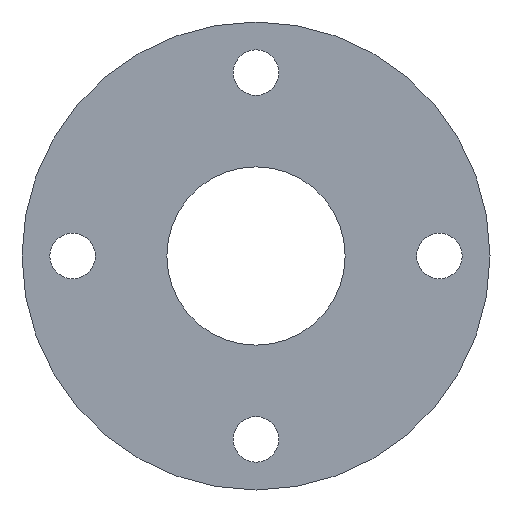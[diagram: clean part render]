
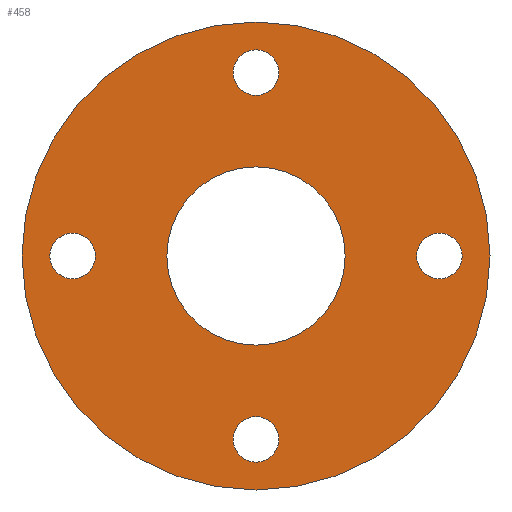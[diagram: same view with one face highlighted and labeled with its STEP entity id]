
A CAD part, front view. The second image highlights one B-rep face of the part: STEP entity #458.
In plain terms, the highlighted planar face has unit normal (0, -1, 0).
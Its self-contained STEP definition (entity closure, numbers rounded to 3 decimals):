
#3 = VERTEX_POINT ( 'NONE', #119 ) ;
#15 = EDGE_CURVE ( 'NONE', #386, #482, #544, .T. ) ;
#20 = CARTESIAN_POINT ( 'NONE',  ( -63.5, 0., 0. ) ) ;
#23 = ORIENTED_EDGE ( 'NONE', *, *, #560, .F. ) ;
#25 = FACE_OUTER_BOUND ( 'NONE', #208, .T. ) ;
#30 = DIRECTION ( 'NONE',  ( 0., 0., 1. ) ) ;
#37 = AXIS2_PLACEMENT_3D ( 'NONE', #180, #543, #310 ) ;
#39 = EDGE_CURVE ( 'NONE', #148, #71, #305, .T. ) ;
#40 = CARTESIAN_POINT ( 'NONE',  ( 0., 0., -63.5 ) ) ;
#41 = CARTESIAN_POINT ( 'NONE',  ( 72.5, 0., 0. ) ) ;
#46 = ORIENTED_EDGE ( 'NONE', *, *, #314, .F. ) ;
#47 = DIRECTION ( 'NONE',  ( 0., -1., 0. ) ) ;
#53 = EDGE_CURVE ( 'NONE', #488, #351, #132, .T. ) ;
#55 = ORIENTED_EDGE ( 'NONE', *, *, #538, .F. ) ;
#60 = EDGE_LOOP ( 'NONE', ( #55, #23 ) ) ;
#70 = CARTESIAN_POINT ( 'NONE',  ( 0., 0., -35.25 ) ) ;
#71 = VERTEX_POINT ( 'NONE', #40 ) ;
#72 = CARTESIAN_POINT ( 'NONE',  ( 0., 0., 81.5 ) ) ;
#90 = DIRECTION ( 'NONE',  ( 0., -1., 0. ) ) ;
#100 = CARTESIAN_POINT ( 'NONE',  ( 0., 0., 0. ) ) ;
#103 = EDGE_CURVE ( 'NONE', #71, #148, #218, .T. ) ;
#119 = CARTESIAN_POINT ( 'NONE',  ( 0., 0., 92.5 ) ) ;
#120 = CIRCLE ( 'NONE', #503, 9. ) ;
#122 = EDGE_LOOP ( 'NONE', ( #573, #138 ) ) ;
#126 = DIRECTION ( 'NONE',  ( 0., 1., 0. ) ) ;
#127 = ORIENTED_EDGE ( 'NONE', *, *, #103, .F. ) ;
#132 = CIRCLE ( 'NONE', #496, 35.25 ) ;
#138 = ORIENTED_EDGE ( 'NONE', *, *, #550, .F. ) ;
#140 = AXIS2_PLACEMENT_3D ( 'NONE', #100, #465, #193 ) ;
#148 = VERTEX_POINT ( 'NONE', #452 ) ;
#149 = CIRCLE ( 'NONE', #571, 9. ) ;
#158 = FACE_BOUND ( 'NONE', #60, .T. ) ;
#161 = DIRECTION ( 'NONE',  ( 0., 1., 0. ) ) ;
#166 = DIRECTION ( 'NONE',  ( 0., 0., -1. ) ) ;
#171 = DIRECTION ( 'NONE',  ( 0., -1., 0. ) ) ;
#180 = CARTESIAN_POINT ( 'NONE',  ( 0., 0., -72.5 ) ) ;
#193 = DIRECTION ( 'NONE',  ( 0., 0., 1. ) ) ;
#201 = CARTESIAN_POINT ( 'NONE',  ( 0., 0., 35.25 ) ) ;
#204 = CARTESIAN_POINT ( 'NONE',  ( -81.5, 0., 0. ) ) ;
#208 = EDGE_LOOP ( 'NONE', ( #46, #398 ) ) ;
#218 = CIRCLE ( 'NONE', #468, 9. ) ;
#220 = DIRECTION ( 'NONE',  ( 0., 0., 1. ) ) ;
#224 = CIRCLE ( 'NONE', #492, 9. ) ;
#227 = VERTEX_POINT ( 'NONE', #517 ) ;
#228 = AXIS2_PLACEMENT_3D ( 'NONE', #255, #439, #577 ) ;
#246 = AXIS2_PLACEMENT_3D ( 'NONE', #270, #309, #316 ) ;
#251 = FACE_BOUND ( 'NONE', #514, .T. ) ;
#255 = CARTESIAN_POINT ( 'NONE',  ( 0., 0., 72.5 ) ) ;
#267 = DIRECTION ( 'NONE',  ( 1., 0., 0. ) ) ;
#270 = CARTESIAN_POINT ( 'NONE',  ( -72.5, 0., 0. ) ) ;
#295 = CIRCLE ( 'NONE', #556, 92.5 ) ;
#305 = CIRCLE ( 'NONE', #37, 9. ) ;
#309 = DIRECTION ( 'NONE',  ( 0., -1., 0. ) ) ;
#310 = DIRECTION ( 'NONE',  ( 0., 0., -1. ) ) ;
#314 = EDGE_CURVE ( 'NONE', #3, #227, #354, .T. ) ;
#315 = DIRECTION ( 'NONE',  ( 0., 1., 0. ) ) ;
#316 = DIRECTION ( 'NONE',  ( -1., 0., 0. ) ) ;
#318 = CIRCLE ( 'NONE', #428, 9. ) ;
#322 = AXIS2_PLACEMENT_3D ( 'NONE', #413, #126, #220 ) ;
#324 = EDGE_LOOP ( 'NONE', ( #441, #127 ) ) ;
#338 = VERTEX_POINT ( 'NONE', #469 ) ;
#343 = ORIENTED_EDGE ( 'NONE', *, *, #557, .F. ) ;
#351 = VERTEX_POINT ( 'NONE', #201 ) ;
#354 = CIRCLE ( 'NONE', #140, 92.5 ) ;
#355 = DIRECTION ( 'NONE',  ( 0., -1., 0. ) ) ;
#357 = CARTESIAN_POINT ( 'NONE',  ( 0., 0., 72.5 ) ) ;
#363 = DIRECTION ( 'NONE',  ( 0., 0., -1. ) ) ;
#375 = ORIENTED_EDGE ( 'NONE', *, *, #527, .T. ) ;
#376 = EDGE_CURVE ( 'NONE', #227, #3, #295, .T. ) ;
#386 = VERTEX_POINT ( 'NONE', #72 ) ;
#393 = ORIENTED_EDGE ( 'NONE', *, *, #53, .T. ) ;
#395 = VERTEX_POINT ( 'NONE', #204 ) ;
#398 = ORIENTED_EDGE ( 'NONE', *, *, #376, .F. ) ;
#413 = CARTESIAN_POINT ( 'NONE',  ( 0., 0., 0. ) ) ;
#428 = AXIS2_PLACEMENT_3D ( 'NONE', #41, #47, #587 ) ;
#434 = CARTESIAN_POINT ( 'NONE',  ( 81.5, 0., 0. ) ) ;
#438 = FACE_BOUND ( 'NONE', #499, .T. ) ;
#439 = DIRECTION ( 'NONE',  ( 0., -1., 0. ) ) ;
#440 = CARTESIAN_POINT ( 'NONE',  ( 0., 0., 0. ) ) ;
#441 = ORIENTED_EDGE ( 'NONE', *, *, #39, .F. ) ;
#449 = CARTESIAN_POINT ( 'NONE',  ( 0., 0., 0. ) ) ;
#452 = CARTESIAN_POINT ( 'NONE',  ( 0., 0., -81.5 ) ) ;
#453 = CIRCLE ( 'NONE', #246, 9. ) ;
#457 = AXIS2_PLACEMENT_3D ( 'NONE', #530, #528, #166 ) ;
#458 = ADVANCED_FACE ( 'NONE', ( #438, #572, #158, #576, #251, #25 ), #581, .T. ) ;
#465 = DIRECTION ( 'NONE',  ( 0., 1., 0. ) ) ;
#467 = VERTEX_POINT ( 'NONE', #20 ) ;
#468 = AXIS2_PLACEMENT_3D ( 'NONE', #588, #90, #363 ) ;
#469 = CARTESIAN_POINT ( 'NONE',  ( 63.5, 0., 0. ) ) ;
#482 = VERTEX_POINT ( 'NONE', #483 ) ;
#483 = CARTESIAN_POINT ( 'NONE',  ( 0., 0., 63.5 ) ) ;
#484 = ORIENTED_EDGE ( 'NONE', *, *, #574, .F. ) ;
#488 = VERTEX_POINT ( 'NONE', #70 ) ;
#489 = DIRECTION ( 'NONE',  ( 0., 0., 1. ) ) ;
#490 = VERTEX_POINT ( 'NONE', #434 ) ;
#492 = AXIS2_PLACEMENT_3D ( 'NONE', #357, #594, #489 ) ;
#494 = CARTESIAN_POINT ( 'NONE',  ( -72.5, 0., 0. ) ) ;
#496 = AXIS2_PLACEMENT_3D ( 'NONE', #449, #315, #549 ) ;
#499 = EDGE_LOOP ( 'NONE', ( #484, #343 ) ) ;
#503 = AXIS2_PLACEMENT_3D ( 'NONE', #494, #355, #545 ) ;
#514 = EDGE_LOOP ( 'NONE', ( #375, #393 ) ) ;
#517 = CARTESIAN_POINT ( 'NONE',  ( 0., 0., -92.5 ) ) ;
#527 = EDGE_CURVE ( 'NONE', #351, #488, #584, .T. ) ;
#528 = DIRECTION ( 'NONE',  ( 0., -1., 0. ) ) ;
#530 = CARTESIAN_POINT ( 'NONE',  ( -92.5, 0., 0. ) ) ;
#538 = EDGE_CURVE ( 'NONE', #490, #338, #149, .T. ) ;
#539 = CARTESIAN_POINT ( 'NONE',  ( 72.5, 0., 0. ) ) ;
#543 = DIRECTION ( 'NONE',  ( 0., -1., 0. ) ) ;
#544 = CIRCLE ( 'NONE', #228, 9. ) ;
#545 = DIRECTION ( 'NONE',  ( -1., 0., 0. ) ) ;
#549 = DIRECTION ( 'NONE',  ( 0., 0., 1. ) ) ;
#550 = EDGE_CURVE ( 'NONE', #482, #386, #224, .T. ) ;
#556 = AXIS2_PLACEMENT_3D ( 'NONE', #440, #161, #30 ) ;
#557 = EDGE_CURVE ( 'NONE', #467, #395, #120, .T. ) ;
#560 = EDGE_CURVE ( 'NONE', #338, #490, #318, .T. ) ;
#571 = AXIS2_PLACEMENT_3D ( 'NONE', #539, #171, #267 ) ;
#572 = FACE_BOUND ( 'NONE', #122, .T. ) ;
#573 = ORIENTED_EDGE ( 'NONE', *, *, #15, .F. ) ;
#574 = EDGE_CURVE ( 'NONE', #395, #467, #453, .T. ) ;
#576 = FACE_BOUND ( 'NONE', #324, .T. ) ;
#577 = DIRECTION ( 'NONE',  ( 0., 0., 1. ) ) ;
#581 = PLANE ( 'NONE',  #457 ) ;
#584 = CIRCLE ( 'NONE', #322, 35.25 ) ;
#587 = DIRECTION ( 'NONE',  ( 1., 0., 0. ) ) ;
#588 = CARTESIAN_POINT ( 'NONE',  ( 0., 0., -72.5 ) ) ;
#594 = DIRECTION ( 'NONE',  ( 0., -1., 0. ) ) ;
